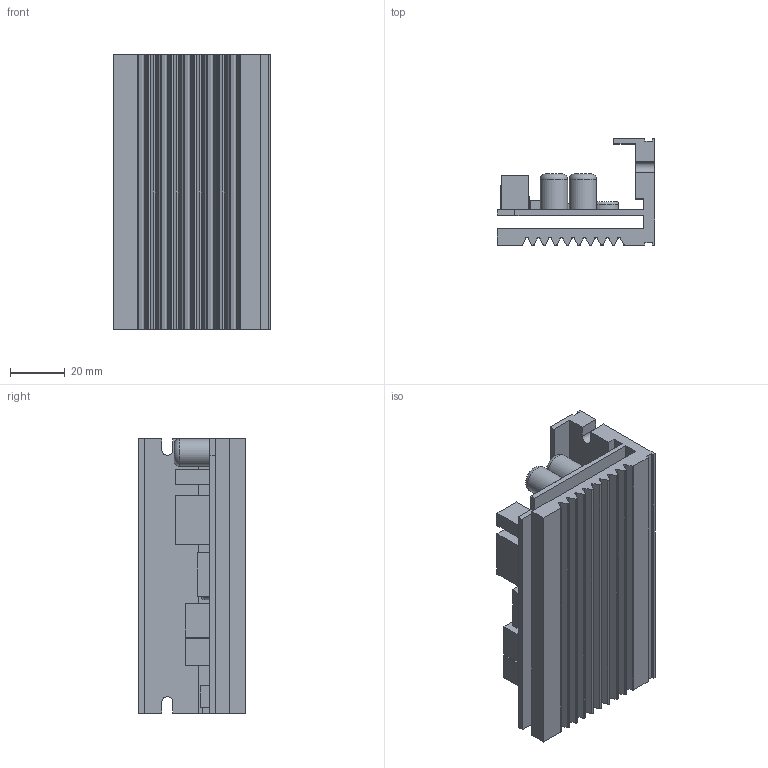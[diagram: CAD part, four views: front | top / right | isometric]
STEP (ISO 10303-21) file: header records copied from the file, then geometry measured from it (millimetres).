
FILE_DESCRIPTION((''),'2;1');
FILE_NAME('GUX 30,50,100W.stp','2020-01-08T10:18:40',('AHN'),(''),'Autodesk Inventor 2009','Autodesk Inventor 2009','');
FILE_SCHEMA(('AUTOMOTIVE_DESIGN { 1 0 10303 214 1 1 1 1 }'));
Length unit declared in the file: millimetre
Products named in the file (1): 부품155
Bounding box: 57.5 x 39 x 100 mm (x, y, z)
Volume: 65814.9 mm3; surface area: 42006.4 mm2
Topology: 1 solids, 1 shells, 190 faces, 501 edges, 333 vertices
Faces by surface type: plane 155, cylinder 32, torus 3
Full cylindrical faces by diameter (mm): 10 x3
Entity records: 5804 total; most frequent: CARTESIAN_POINT 1019, ORIENTED_EDGE 990, DIRECTION 944, EDGE_CURVE 495, VECTOR 428, LINE 428, VERTEX_POINT 333, AXIS2_PLACEMENT_3D 258
